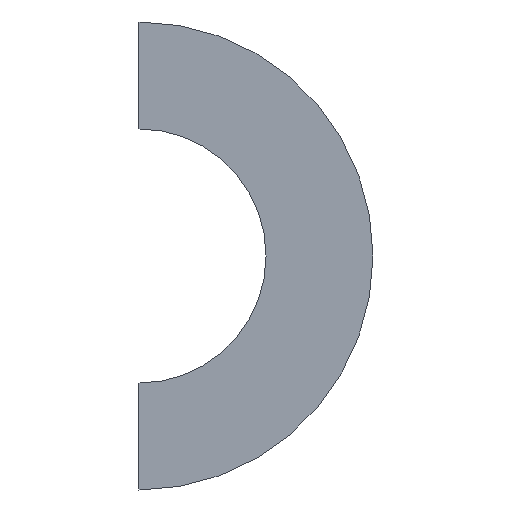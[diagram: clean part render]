
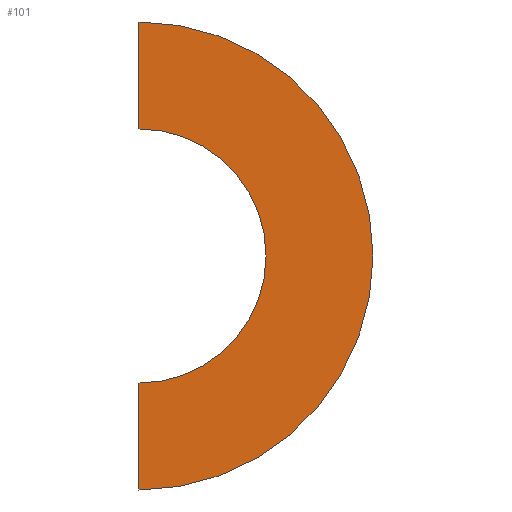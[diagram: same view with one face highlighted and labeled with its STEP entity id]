
A CAD part, front view. The second image highlights one B-rep face of the part: STEP entity #101.
In plain terms, the highlighted planar face has unit normal (0, -1, 0).
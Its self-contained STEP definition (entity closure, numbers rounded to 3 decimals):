
#17=PLANE('',#125);
#23=FACE_OUTER_BOUND('',#29,.T.);
#29=EDGE_LOOP('',(#87,#88,#89,#90));
#31=CIRCLE('',#118,19.);
#33=CIRCLE('',#123,35.);
#37=LINE('',#169,#45);
#40=LINE('',#175,#48);
#45=VECTOR('',#139,10.);
#48=VECTOR('',#144,10.);
#52=VERTEX_POINT('',#160);
#53=VERTEX_POINT('',#162);
#55=VERTEX_POINT('',#168);
#57=VERTEX_POINT('',#174);
#60=EDGE_CURVE('',#52,#53,#31,.T.);
#63=EDGE_CURVE('',#53,#55,#37,.T.);
#66=EDGE_CURVE('',#57,#52,#40,.T.);
#69=EDGE_CURVE('',#57,#55,#33,.T.);
#87=ORIENTED_EDGE('',*,*,#69,.T.);
#88=ORIENTED_EDGE('',*,*,#63,.F.);
#89=ORIENTED_EDGE('',*,*,#60,.F.);
#90=ORIENTED_EDGE('',*,*,#66,.F.);
#101=ADVANCED_FACE('',(#23),#17,.T.);
#118=AXIS2_PLACEMENT_3D('',#163,#132,#133);
#123=AXIS2_PLACEMENT_3D('',#180,#149,#150);
#125=AXIS2_PLACEMENT_3D('',#182,#153,#154);
#132=DIRECTION('center_axis',(0.,-1.,0.));
#133=DIRECTION('ref_axis',(1.,0.,0.));
#139=DIRECTION('',(0.,0.,1.));
#144=DIRECTION('',(0.,0.,1.));
#149=DIRECTION('center_axis',(0.,-1.,0.));
#150=DIRECTION('ref_axis',(1.,0.,0.));
#153=DIRECTION('center_axis',(0.,-1.,0.));
#154=DIRECTION('ref_axis',(1.,0.,0.));
#160=CARTESIAN_POINT('',(-240.,60.,-19.));
#162=CARTESIAN_POINT('',(-240.,60.,19.));
#163=CARTESIAN_POINT('Origin',(-240.,60.,0.));
#168=CARTESIAN_POINT('',(-240.,60.,35.));
#169=CARTESIAN_POINT('',(-240.,60.,-35.));
#174=CARTESIAN_POINT('',(-240.,60.,-35.));
#175=CARTESIAN_POINT('',(-240.,60.,-35.));
#180=CARTESIAN_POINT('Origin',(-240.,60.,0.));
#182=CARTESIAN_POINT('Origin',(-222.5,60.,0.));
